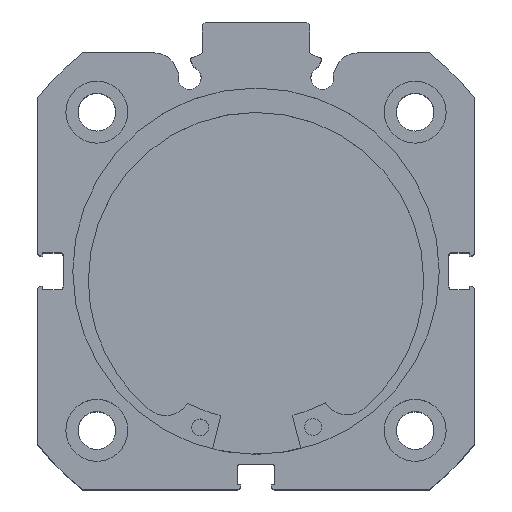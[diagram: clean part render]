
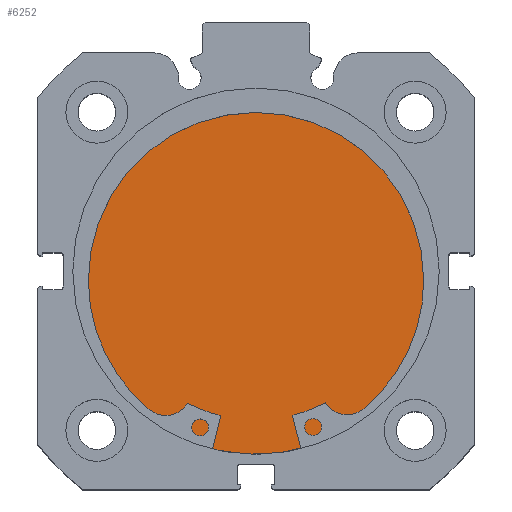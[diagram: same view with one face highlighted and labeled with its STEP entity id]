
A CAD part, top view. The second image highlights one B-rep face of the part: STEP entity #6252.
In plain terms, the highlighted face is planar.
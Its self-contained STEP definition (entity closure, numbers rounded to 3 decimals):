
#116 = CARTESIAN_POINT ( 'NONE',  ( 9.5, 0., 0. ) ) ;
#127 = DIRECTION ( 'NONE',  ( -1., 0., 0. ) ) ;
#128 = DIRECTION ( 'NONE',  ( 0., 0., 1. ) ) ;
#644 = CARTESIAN_POINT ( 'NONE',  ( 9.5, 32.5, 0. ) ) ;
#645 = PLANE ( 'NONE',  #1251 ) ;
#647 = DIRECTION ( 'NONE',  ( -1., 0., 0. ) ) ;
#648 = DIRECTION ( 'NONE',  ( 0., 0., 1. ) ) ;
#1251 = AXIS2_PLACEMENT_3D ( 'NONE', #644, #647, #648 ) ;
#1793 = VERTEX_POINT ( 'NONE', #2080 ) ;
#1969 = VERTEX_POINT ( 'NONE', #2220 ) ;
#2080 = CARTESIAN_POINT ( 'NONE',  ( 9.5, 0., -32.5 ) ) ;
#2220 = CARTESIAN_POINT ( 'NONE',  ( 9.5, 0., 32.5 ) ) ;
#3205 = EDGE_LOOP ( 'NONE', ( #4385, #4386 ) ) ;
#3752 = AXIS2_PLACEMENT_3D ( 'NONE', #116, #127, #128 ) ;
#3924 = AXIS2_PLACEMENT_3D ( 'NONE', #6659, #6672, #6686 ) ;
#4385 = ORIENTED_EDGE ( 'NONE', *, *, #4799, .F. ) ;
#4386 = ORIENTED_EDGE ( 'NONE', *, *, #6095, .F. ) ;
#4799 = EDGE_CURVE ( 'NONE', #1969, #1793, #5250, .T. ) ;
#5250 = CIRCLE ( 'NONE', #3924, 32.5 ) ;
#5505 = CIRCLE ( 'NONE', #3752, 32.5 ) ;
#5784 = FACE_OUTER_BOUND ( 'NONE', #3205, .T. ) ;
#6095 = EDGE_CURVE ( 'NONE', #1793, #1969, #5505, .T. ) ;
#6252 = ADVANCED_FACE ( 'NONE', ( #5784 ), #645, .F. ) ;
#6659 = CARTESIAN_POINT ( 'NONE',  ( 9.5, 0., 0. ) ) ;
#6672 = DIRECTION ( 'NONE',  ( -1., 0., 0. ) ) ;
#6686 = DIRECTION ( 'NONE',  ( 0., 0., 1. ) ) ;
